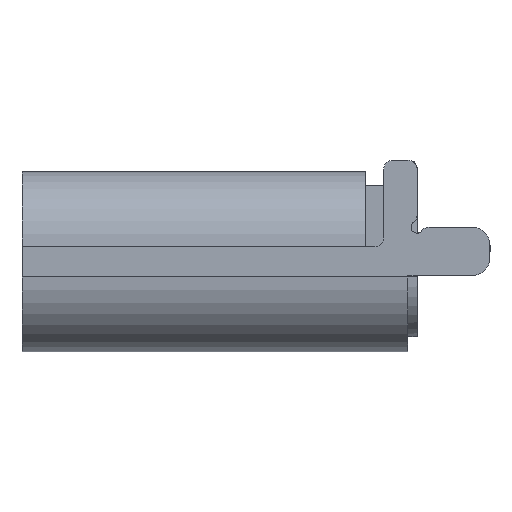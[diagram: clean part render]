
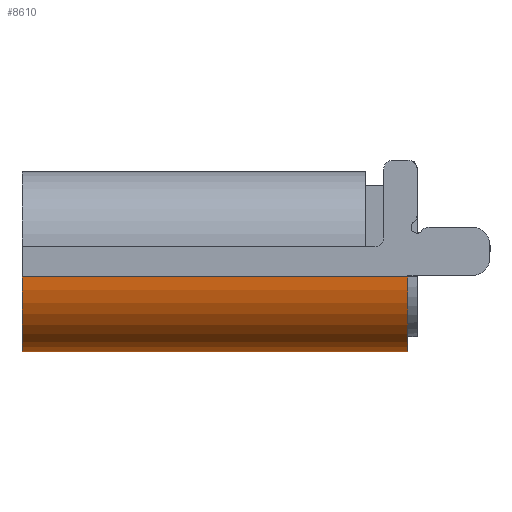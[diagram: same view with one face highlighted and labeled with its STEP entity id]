
A CAD part, left-side view. The second image highlights one B-rep face of the part: STEP entity #8610.
In plain terms, the highlighted cylindrical face has radius 1.23 mm (diameter 2.46 mm), a partial arc.
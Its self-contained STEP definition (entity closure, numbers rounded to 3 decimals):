
#467 = DIRECTION ( 'NONE',  ( 0., 1., 0. ) ) ;
#753 = CARTESIAN_POINT ( 'NONE',  ( -4.37, 1.1, -1.72 ) ) ;
#1204 = VERTEX_POINT ( 'NONE', #17008 ) ;
#1756 = LINE ( 'NONE', #9912, #10741 ) ;
#1825 = DIRECTION ( 'NONE',  ( 1., 0., 0. ) ) ;
#3235 = EDGE_LOOP ( 'NONE', ( #8365, #4185, #17710, #7186 ) ) ;
#4185 = ORIENTED_EDGE ( 'NONE', *, *, #12444, .T. ) ;
#4429 = CARTESIAN_POINT ( 'NONE',  ( -4.37, 4.4, -1.72 ) ) ;
#7186 = ORIENTED_EDGE ( 'NONE', *, *, #13322, .T. ) ;
#7264 = DIRECTION ( 'NONE',  ( 0., 0., -1. ) ) ;
#7428 = FACE_OUTER_BOUND ( 'NONE', #3235, .T. ) ;
#7578 = VERTEX_POINT ( 'NONE', #4429 ) ;
#8065 = CARTESIAN_POINT ( 'NONE',  ( -3.14, 4.4, -2.95 ) ) ;
#8365 = ORIENTED_EDGE ( 'NONE', *, *, #11512, .T. ) ;
#8436 = CIRCLE ( 'NONE', #9458, 1.23 ) ;
#8610 = ADVANCED_FACE ( 'NONE', ( #7428 ), #10918, .T. ) ;
#9338 = AXIS2_PLACEMENT_3D ( 'NONE', #19378, #19581, #1825 ) ;
#9458 = AXIS2_PLACEMENT_3D ( 'NONE', #13415, #20043, #7264 ) ;
#9563 = AXIS2_PLACEMENT_3D ( 'NONE', #10692, #12505, #15812 ) ;
#9912 = CARTESIAN_POINT ( 'NONE',  ( -3.14, 1.225, -2.95 ) ) ;
#9976 = VECTOR ( 'NONE', #13598, 1000. ) ;
#10692 = CARTESIAN_POINT ( 'NONE',  ( -3.14, 1.1, -1.72 ) ) ;
#10741 = VECTOR ( 'NONE', #467, 1000. ) ;
#10918 = CYLINDRICAL_SURFACE ( 'NONE', #9563, 1.23 ) ;
#11512 = EDGE_CURVE ( 'NONE', #1204, #7578, #13377, .T. ) ;
#12444 = EDGE_CURVE ( 'NONE', #7578, #20250, #13064, .T. ) ;
#12505 = DIRECTION ( 'NONE',  ( 0., -1., 0. ) ) ;
#13064 = CIRCLE ( 'NONE', #9338, 1.23 ) ;
#13322 = EDGE_CURVE ( 'NONE', #14383, #1204, #8436, .T. ) ;
#13377 = LINE ( 'NONE', #753, #9976 ) ;
#13415 = CARTESIAN_POINT ( 'NONE',  ( -3.14, -1.95, -1.72 ) ) ;
#13598 = DIRECTION ( 'NONE',  ( 0., 1., 0. ) ) ;
#13636 = CARTESIAN_POINT ( 'NONE',  ( -3.14, -1.95, -2.95 ) ) ;
#14383 = VERTEX_POINT ( 'NONE', #13636 ) ;
#15812 = DIRECTION ( 'NONE',  ( 0., 0., 1. ) ) ;
#17008 = CARTESIAN_POINT ( 'NONE',  ( -4.37, -1.95, -1.72 ) ) ;
#17710 = ORIENTED_EDGE ( 'NONE', *, *, #19256, .F. ) ;
#19256 = EDGE_CURVE ( 'NONE', #14383, #20250, #1756, .T. ) ;
#19378 = CARTESIAN_POINT ( 'NONE',  ( -3.14, 4.4, -1.72 ) ) ;
#19581 = DIRECTION ( 'NONE',  ( 0., -1., 0. ) ) ;
#20043 = DIRECTION ( 'NONE',  ( 0., 1., 0. ) ) ;
#20250 = VERTEX_POINT ( 'NONE', #8065 ) ;
